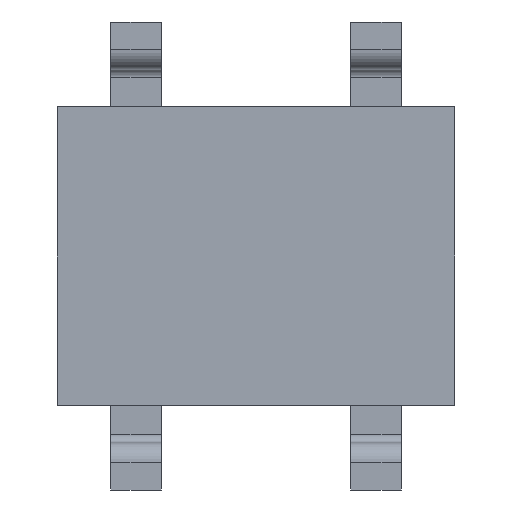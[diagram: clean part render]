
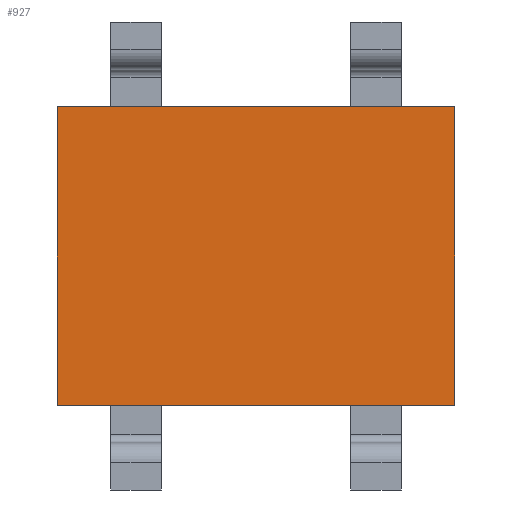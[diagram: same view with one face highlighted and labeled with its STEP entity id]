
A CAD part, front view. The second image highlights one B-rep face of the part: STEP entity #927.
In plain terms, the highlighted planar face has unit normal (0, -1, 0).
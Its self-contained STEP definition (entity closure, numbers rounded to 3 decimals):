
#275 = LINE ( 'NONE', #600, #724 ) ;
#289 = DIRECTION ( 'NONE',  ( 0., 0., 1. ) ) ;
#316 = CARTESIAN_POINT ( 'NONE',  ( 4.225, 0., 3.175 ) ) ;
#328 = CARTESIAN_POINT ( 'NONE',  ( 4.225, 0., -3.175 ) ) ;
#330 = CARTESIAN_POINT ( 'NONE',  ( 4.225, 0., -3.175 ) ) ;
#379 = VECTOR ( 'NONE', #1854, 1000. ) ;
#416 = DIRECTION ( 'NONE',  ( 0., 0., 1. ) ) ;
#600 = CARTESIAN_POINT ( 'NONE',  ( -4.225, 0., 3.175 ) ) ;
#675 = PLANE ( 'NONE',  #2422 ) ;
#724 = VECTOR ( 'NONE', #416, 1000. ) ;
#765 = ORIENTED_EDGE ( 'NONE', *, *, #2237, .F. ) ;
#842 = CARTESIAN_POINT ( 'NONE',  ( -4.225, 0., 3.175 ) ) ;
#855 = CARTESIAN_POINT ( 'NONE',  ( 0., 0., 0. ) ) ;
#927 = ADVANCED_FACE ( 'NONE', ( #1759 ), #675, .F. ) ;
#941 = ORIENTED_EDGE ( 'NONE', *, *, #1013, .F. ) ;
#947 = ORIENTED_EDGE ( 'NONE', *, *, #2140, .F. ) ;
#977 = VERTEX_POINT ( 'NONE', #2053 ) ;
#1013 = EDGE_CURVE ( 'NONE', #2238, #977, #1814, .T. ) ;
#1083 = VECTOR ( 'NONE', #1262, 1000. ) ;
#1142 = LINE ( 'NONE', #316, #1895 ) ;
#1233 = CARTESIAN_POINT ( 'NONE',  ( 4.225, 0., 3.175 ) ) ;
#1244 = DIRECTION ( 'NONE',  ( 0., 1., 0. ) ) ;
#1262 = DIRECTION ( 'NONE',  ( 0., 0., -1. ) ) ;
#1586 = VERTEX_POINT ( 'NONE', #1233 ) ;
#1589 = LINE ( 'NONE', #2390, #1083 ) ;
#1640 = ORIENTED_EDGE ( 'NONE', *, *, #1923, .F. ) ;
#1759 = FACE_OUTER_BOUND ( 'NONE', #2010, .T. ) ;
#1814 = LINE ( 'NONE', #330, #379 ) ;
#1854 = DIRECTION ( 'NONE',  ( -1., 0., 0. ) ) ;
#1860 = DIRECTION ( 'NONE',  ( 1., 0., 0. ) ) ;
#1895 = VECTOR ( 'NONE', #1860, 1000. ) ;
#1923 = EDGE_CURVE ( 'NONE', #977, #2147, #275, .T. ) ;
#2010 = EDGE_LOOP ( 'NONE', ( #1640, #941, #947, #765 ) ) ;
#2053 = CARTESIAN_POINT ( 'NONE',  ( -4.225, 0., -3.175 ) ) ;
#2140 = EDGE_CURVE ( 'NONE', #1586, #2238, #1589, .T. ) ;
#2147 = VERTEX_POINT ( 'NONE', #842 ) ;
#2237 = EDGE_CURVE ( 'NONE', #2147, #1586, #1142, .T. ) ;
#2238 = VERTEX_POINT ( 'NONE', #328 ) ;
#2390 = CARTESIAN_POINT ( 'NONE',  ( 4.225, 0., 3.175 ) ) ;
#2422 = AXIS2_PLACEMENT_3D ( 'NONE', #855, #1244, #289 ) ;
